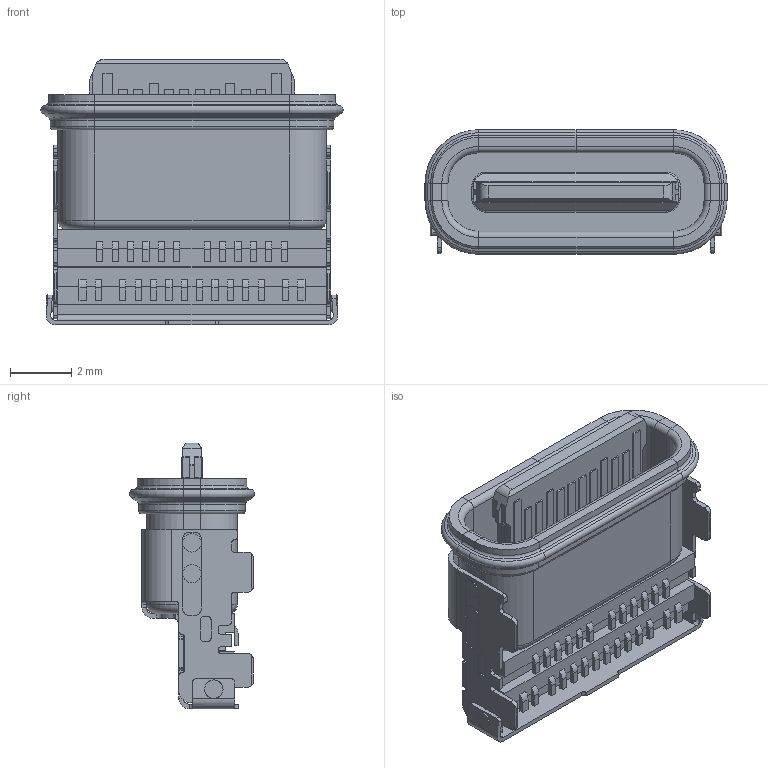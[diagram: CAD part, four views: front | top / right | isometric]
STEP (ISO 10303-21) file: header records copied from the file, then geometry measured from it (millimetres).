
FILE_DESCRIPTION (( 'STEP AP214' ), '1' );
FILE_NAME ('2305018-2.STEP', '2018-05-29T12:46:23', ( '' ), ( '' ), 'SwSTEP 2.0', 'SolidWorks 2017', '' );
FILE_SCHEMA (( 'AUTOMOTIVE_DESIGN' ));
Length unit declared in the file: millimetre
Products named in the file (1): 2305018-2
Bounding box: 9.84 x 4.06 x 8.65 mm (x, y, z)
Volume: 119.6 mm3; surface area: 716.2 mm2
Topology: 68 solids, 68 shells, 938 faces, 2203 edges, 1406 vertices
Faces by surface type: plane 626, cylinder 252, torus 28, cone 24, bspline 8
Entity records: 37810 total; most frequent: CARTESIAN_POINT 5104, DIRECTION 4467, ORIENTED_EDGE 4406, EDGE_CURVE 2203, VECTOR 1585, LINE 1585, AXIS2_PLACEMENT_3D 1441, VERTEX_POINT 1406
